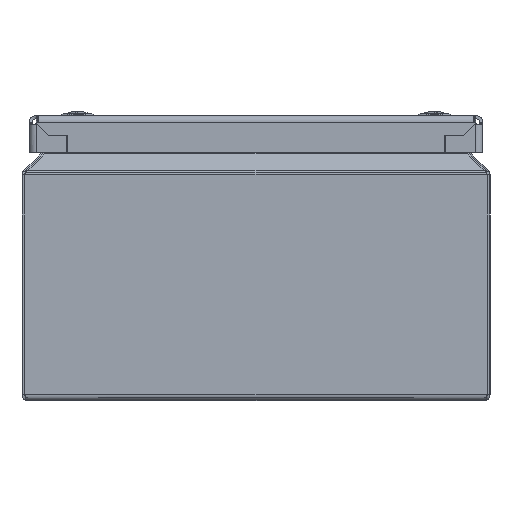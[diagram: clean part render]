
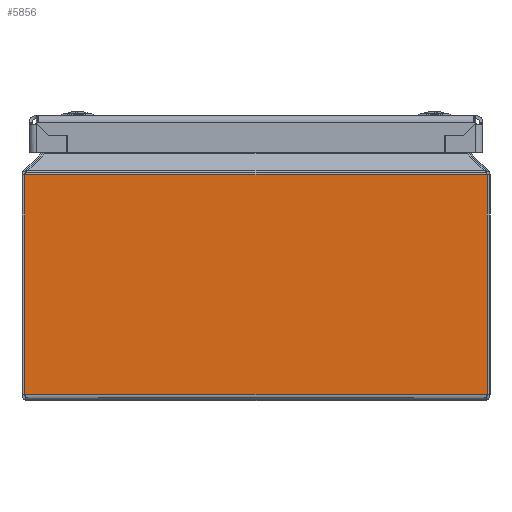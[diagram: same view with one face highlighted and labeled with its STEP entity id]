
A CAD part, left-side view. The second image highlights one B-rep face of the part: STEP entity #5856.
In plain terms, the highlighted planar face has unit normal (-1, 0, 0).
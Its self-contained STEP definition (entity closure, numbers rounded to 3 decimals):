
#5720 = VERTEX_POINT ( 'NONE', #24253 ) ;
#5722 = EDGE_CURVE ( 'NONE', #5723, #5720, #24249, .T. ) ;
#5723 = VERTEX_POINT ( 'NONE', #24241 ) ;
#5835 = ORIENTED_EDGE ( 'NONE', *, *, #5836, .T. ) ;
#5836 = EDGE_CURVE ( 'NONE', #5720, #5850, #25118, .T. ) ;
#5849 = EDGE_CURVE ( 'NONE', #5850, #5865, #25193, .T. ) ;
#5850 = VERTEX_POINT ( 'NONE', #25187 ) ;
#5856 = ADVANCED_FACE ( 'NONE', ( #25167 ), #25163, .T. ) ;
#5857 = EDGE_LOOP ( 'NONE', ( #5858, #5859, #5861, #5835 ) ) ;
#5858 = ORIENTED_EDGE ( 'NONE', *, *, #5849, .T. ) ;
#5859 = ORIENTED_EDGE ( 'NONE', *, *, #5860, .F. ) ;
#5860 = EDGE_CURVE ( 'NONE', #5723, #5865, #25154, .T. ) ;
#5861 = ORIENTED_EDGE ( 'NONE', *, *, #5722, .T. ) ;
#5865 = VERTEX_POINT ( 'NONE', #25256 ) ;
#24241 = CARTESIAN_POINT ( 'NONE',  ( -250., 98.75, 96.482 ) ) ;
#24244 = DIRECTION ( 'NONE',  ( 0., 0., -1. ) ) ;
#24245 = VECTOR ( 'NONE', #24244, 1000. ) ;
#24247 = CARTESIAN_POINT ( 'NONE',  ( -250., 98.75, 96.482 ) ) ;
#24249 = LINE ( 'NONE', #24247, #24245 ) ;
#24253 = CARTESIAN_POINT ( 'NONE',  ( -250., 98.75, 2.5 ) ) ;
#25115 = DIRECTION ( 'NONE',  ( 0., -1., 0. ) ) ;
#25116 = VECTOR ( 'NONE', #25115, 1000. ) ;
#25117 = CARTESIAN_POINT ( 'NONE',  ( -250., 2586.25, 2.5 ) ) ;
#25118 = LINE ( 'NONE', #25117, #25116 ) ;
#25149 = DIRECTION ( 'NONE',  ( 0., -1., 0. ) ) ;
#25150 = VECTOR ( 'NONE', #25149, 1000. ) ;
#25152 = CARTESIAN_POINT ( 'NONE',  ( -250., 2586.25, 96.482 ) ) ;
#25154 = LINE ( 'NONE', #25152, #25150 ) ;
#25159 = DIRECTION ( 'NONE',  ( 0., 0., -1. ) ) ;
#25160 = DIRECTION ( 'NONE',  ( -1., 0., 0. ) ) ;
#25161 = CARTESIAN_POINT ( 'NONE',  ( -250., 2586.25, 96.482 ) ) ;
#25162 = AXIS2_PLACEMENT_3D ( 'NONE', #25161, #25160, #25159 ) ;
#25163 = PLANE ( 'NONE',  #25162 ) ;
#25167 = FACE_OUTER_BOUND ( 'NONE', #5857, .T. ) ;
#25187 = CARTESIAN_POINT ( 'NONE',  ( -250., -98.75, 2.5 ) ) ;
#25188 = DIRECTION ( 'NONE',  ( 0., 0., 1. ) ) ;
#25189 = VECTOR ( 'NONE', #25188, 1000. ) ;
#25191 = CARTESIAN_POINT ( 'NONE',  ( -250., -98.75, 96.482 ) ) ;
#25193 = LINE ( 'NONE', #25191, #25189 ) ;
#25256 = CARTESIAN_POINT ( 'NONE',  ( -250., -98.75, 96.482 ) ) ;
